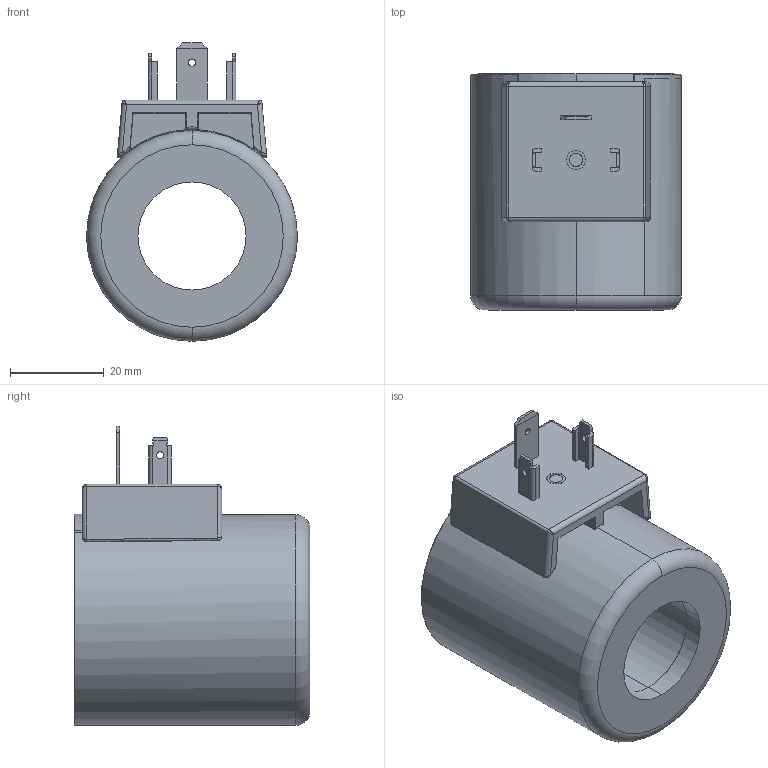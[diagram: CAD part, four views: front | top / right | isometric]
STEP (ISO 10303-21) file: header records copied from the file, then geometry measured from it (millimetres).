
FILE_DESCRIPTION (( 'STEP AP203' ), '1' );
FILE_NAME ('EC23C300H.STEP', '2021-05-07T01:38:43', ( '' ), ( '' ), 'SwSTEP 2.0', 'SolidWorks 2018', '' );
FILE_SCHEMA (( 'CONFIG_CONTROL_DESIGN' ));
Length unit declared in the file: millimetre
Products named in the file (4): EC23C300H; 6GX40A04001_組合用; 6GX45A50001_目錄用; S3線圈二次射出-1(插座型)_目錄用
Assembly tree (3 placements, depth 2):
  EC23C300H
    S3線圈二次射出-1(插座型)_目錄用
    6GX40A04001_組合用
    6GX45A50001_目錄用
Bounding box: 45 x 50.4 x 63.8 mm (x, y, z)
Volume: 46292.6 mm3; surface area: 32740 mm2
Topology: 2 solids, 4 shells, 213 faces, 543 edges, 343 vertices
Faces by surface type: plane 114, cylinder 64, bspline 15, torus 11, cone 9
Entity records: 8875 total; most frequent: CARTESIAN_POINT 3435, ORIENTED_EDGE 1074, DIRECTION 1014, EDGE_CURVE 539, AXIS2_PLACEMENT_3D 357, VERTEX_POINT 343, VECTOR 300, LINE 300
